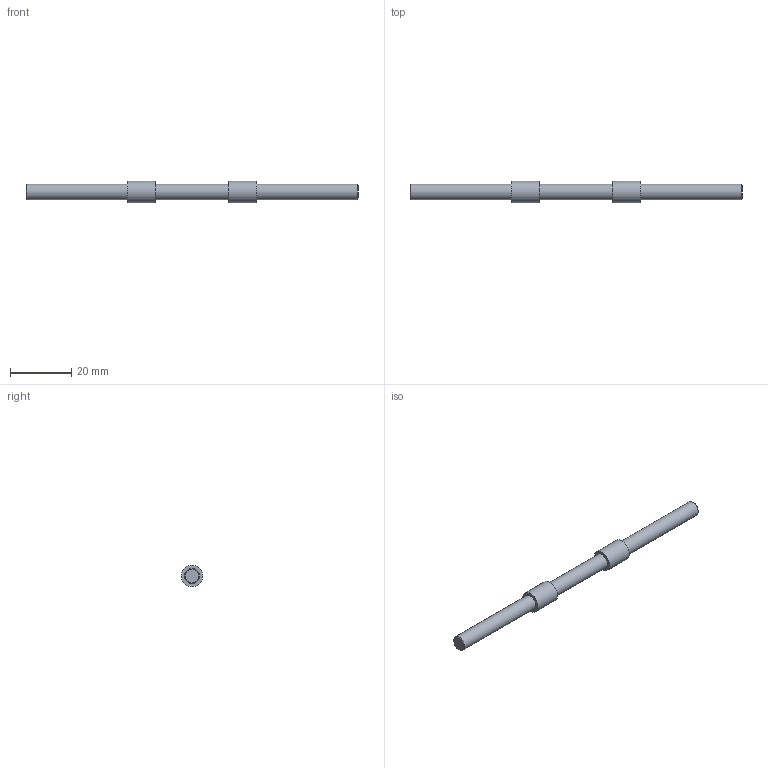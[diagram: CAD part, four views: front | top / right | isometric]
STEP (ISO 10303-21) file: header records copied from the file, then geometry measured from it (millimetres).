
FILE_DESCRIPTION( ('This file contains a STEP AP42 implementation' ,'as created by ZW3D STEP Interface translator.' ,'') ,'2;1' );
FILE_NAME( '刮肉轮轴.ipt.stp' ,'251027.114725', (''), ('ZWCAD Software Co.'), 'Version 1.0', 'ZW3D to STEP translator', '' );
FILE_SCHEMA(('AUTOMOTIVE_DESIGN { 1 0 10303 214 1 1 1 1 }'));
Length unit declared in the file: millimetre
Products named in the file (1): 0
Bounding box: 108 x 7 x 7 mm (x, y, z)
Volume: 2458.9 mm3; surface area: 1919.5 mm2
Topology: 1 solids, 1 shells, 13 faces, 23 edges, 16 vertices
Faces by surface type: plane 6, cylinder 5, cone 2
Full cylindrical faces by diameter (mm): 5 x3, 7 x2
Entity records: 362 total; most frequent: DIRECTION 67, CARTESIAN_POINT 53, ORIENTED_EDGE 46, AXIS2_PLACEMENT_3D 30, EDGE_CURVE 23, EDGE_LOOP 17, VERTEX_POINT 16, CIRCLE 16
